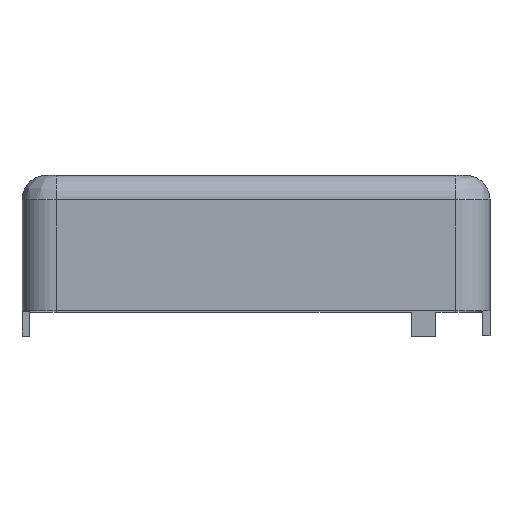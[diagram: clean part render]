
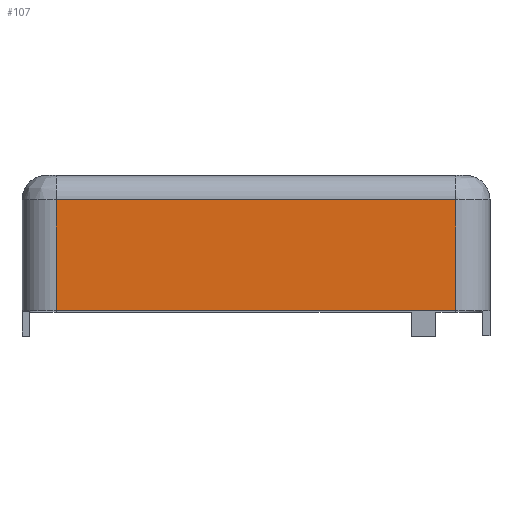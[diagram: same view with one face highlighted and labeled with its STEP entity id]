
A CAD part, top view. The second image highlights one B-rep face of the part: STEP entity #107.
In plain terms, the highlighted planar face has unit normal (0, 0, 1).
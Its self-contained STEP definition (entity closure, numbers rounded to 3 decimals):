
#107 = ADVANCED_FACE( 'NONE', ( #290 ), #291, .T. );
#290 = FACE_OUTER_BOUND( '', #577, .T. );
#291 = PLANE( '', #578 );
#577 = EDGE_LOOP( '', ( #1034, #1035, #1036, #1037 ) );
#578 = AXIS2_PLACEMENT_3D( '', #1038, #1039, #1040 );
#1034 = ORIENTED_EDGE( '', *, *, #1778, .T. );
#1035 = ORIENTED_EDGE( '', *, *, #1779, .F. );
#1036 = ORIENTED_EDGE( '', *, *, #1780, .F. );
#1037 = ORIENTED_EDGE( '', *, *, #1781, .T. );
#1038 = CARTESIAN_POINT( '', ( -8.1, 0., 17.75 ) );
#1039 = DIRECTION( '', ( 0., 0., 1. ) );
#1040 = DIRECTION( '', ( 1., 0., 0. ) );
#1778 = EDGE_CURVE( 'NONE', #2079, #2080, #2081, .T. );
#1779 = EDGE_CURVE( 'NONE', #2082, #2080, #2083, .T. );
#1780 = EDGE_CURVE( 'NONE', #2084, #2082, #2085, .T. );
#1781 = EDGE_CURVE( 'NONE', #2084, #2079, #2086, .T. );
#2079 = VERTEX_POINT( 'NONE', #2526 );
#2080 = VERTEX_POINT( 'NONE', #2527 );
#2081 = LINE( '', #2528, #2529 );
#2082 = VERTEX_POINT( 'NONE', #2530 );
#2083 = LINE( '', #2531, #2532 );
#2084 = VERTEX_POINT( 'NONE', #2533 );
#2085 = LINE( '', #2534, #2535 );
#2086 = LINE( '', #2536, #2537 );
#2526 = CARTESIAN_POINT( '', ( -8.1, -5.5, 17.75 ) );
#2527 = CARTESIAN_POINT( '', ( 8.1, -5.5, 17.75 ) );
#2528 = CARTESIAN_POINT( '', ( -8.1, -5.5, 17.75 ) );
#2529 = VECTOR( '', #3096, 1000. );
#2530 = CARTESIAN_POINT( '', ( 8.1, -1., 17.75 ) );
#2531 = CARTESIAN_POINT( '', ( 8.1, 0., 17.75 ) );
#2532 = VECTOR( '', #3097, 1000. );
#2533 = CARTESIAN_POINT( '', ( -8.1, -1., 17.75 ) );
#2534 = CARTESIAN_POINT( '', ( -8.1, -1., 17.75 ) );
#2535 = VECTOR( '', #3098, 1000. );
#2536 = CARTESIAN_POINT( '', ( -8.1, 0., 17.75 ) );
#2537 = VECTOR( '', #3099, 1000. );
#3096 = DIRECTION( '', ( 1., 0., 0. ) );
#3097 = DIRECTION( '', ( 0., -1., 0. ) );
#3098 = DIRECTION( '', ( 1., 0., 0. ) );
#3099 = DIRECTION( '', ( 0., -1., 0. ) );
